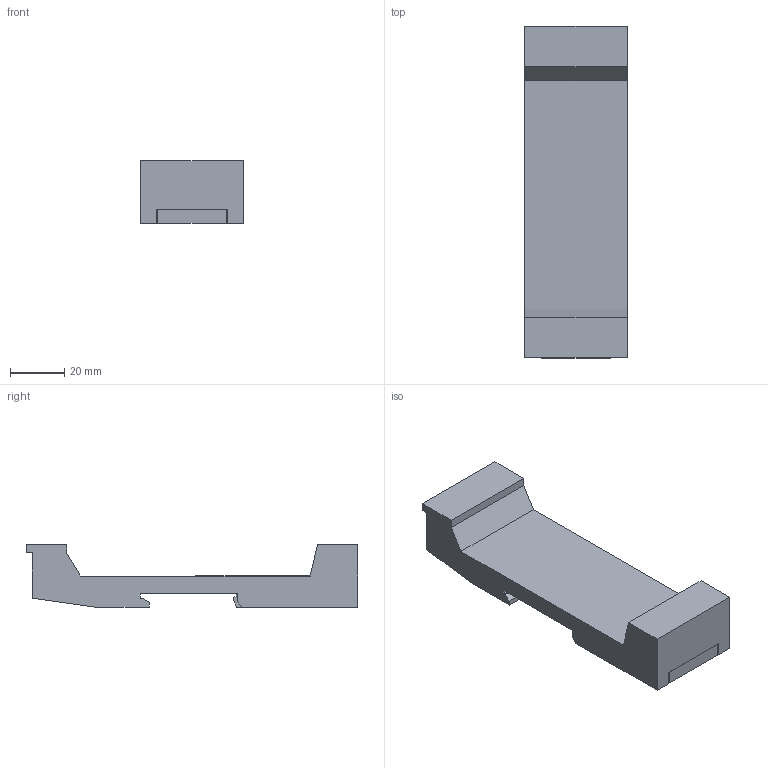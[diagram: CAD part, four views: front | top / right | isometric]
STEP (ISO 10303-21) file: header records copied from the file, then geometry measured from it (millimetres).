
FILE_DESCRIPTION( ( 'Unknown' ), '1' );
FILE_NAME( '6ep19711ba00_001_stp.stp', 'Unknown', ( 'Unknown' ), ( 'Unknown' ), 'PSStep 17.0.49', 'Unknown', ' ' );
FILE_SCHEMA( ( 'AUTOMOTIVE_DESIGN { 1 0 10303 214 1 1 1 1 }' ) );
Length unit declared in the file: millimetre
Products named in the file (5): 6ep19711ba00_001; Schieber; C98130-A7597-C001-05; Feder; Assem1
Assembly tree (4 placements, depth 3):
  Assem1
    6ep19711ba00_001
      Schieber
      C98130-A7597-C001-05
      Feder
Bounding box: 37.65 x 121.91 x 23 mm (x, y, z)
Volume: 56947.6 mm3; surface area: 18936.5 mm2
Topology: 3 solids, 3 shells, 86 faces, 226 edges, 150 vertices
Faces by surface type: plane 82, bspline 3, cylinder 1
Entity records: 5063 total; most frequent: CARTESIAN_POINT 1743, ORIENTED_EDGE 446, DIRECTION 407, EDGE_CURVE 223, LINE 217, VECTOR 217, PRESENTATION_STYLE_ASSIGNMENT 176, COLOUR_RGB 176
